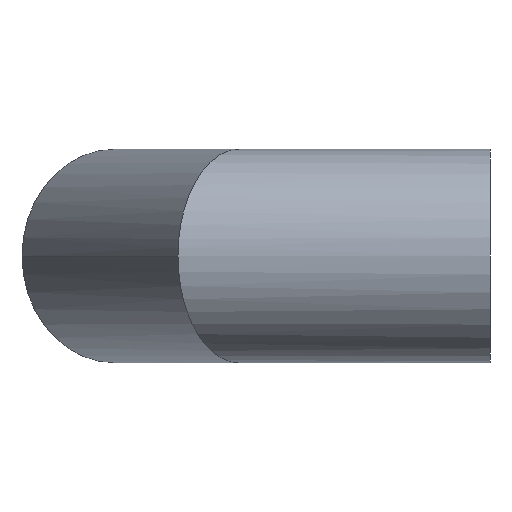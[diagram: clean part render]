
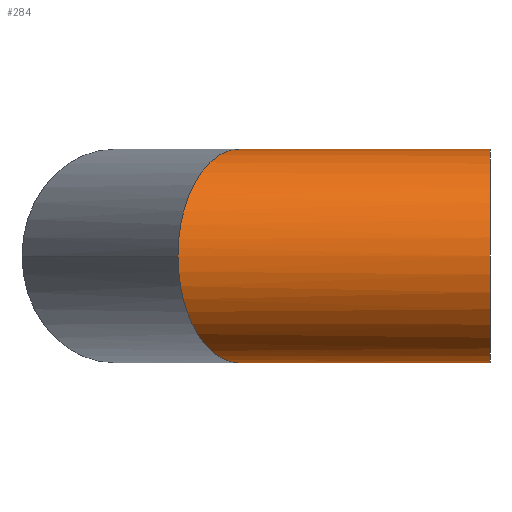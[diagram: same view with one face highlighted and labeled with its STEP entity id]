
A CAD part, left-side view. The second image highlights one B-rep face of the part: STEP entity #284.
In plain terms, the highlighted cylindrical face has radius 62.5 mm (diameter 125 mm), a partial arc.
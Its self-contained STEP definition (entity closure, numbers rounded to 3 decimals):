
#1 = EDGE_CURVE ( 'NONE', #189, #95, #362, .T. ) ;
#2 = EDGE_CURVE ( 'NONE', #375, #339, #132, .T. ) ;
#3 = CARTESIAN_POINT ( 'NONE',  ( 0., 0., 0. ) ) ;
#5 = DIRECTION ( 'NONE',  ( 0., 0., 1. ) ) ;
#20 = DIRECTION ( 'NONE',  ( 0., 1., 0. ) ) ;
#22 = CARTESIAN_POINT ( 'NONE',  ( 0., 146.667, 62.5 ) ) ;
#28 = AXIS2_PLACEMENT_3D ( 'NONE', #192, #20, #277 ) ;
#49 = CARTESIAN_POINT ( 'NONE',  ( 0., 0., 62.5 ) ) ;
#52 = CARTESIAN_POINT ( 'NONE',  ( -62.5, 182.751, 36.612 ) ) ;
#55 = CARTESIAN_POINT ( 'NONE',  ( 0., 0., -62.5 ) ) ;
#80 = EDGE_CURVE ( 'NONE', #384, #375, #173, .T. ) ;
#95 = VERTEX_POINT ( 'NONE', #49 ) ;
#111 = EDGE_CURVE ( 'NONE', #189, #339, #222, .T. ) ;
#115 = CARTESIAN_POINT ( 'NONE',  ( 0., 146.667, -62.5 ) ) ;
#132 =( BOUNDED_CURVE ( )  B_SPLINE_CURVE ( 3, ( #163, #140, #197, #154 ),
 .UNSPECIFIED., .F., .F. ) 
 B_SPLINE_CURVE_WITH_KNOTS ( ( 4, 4 ),
 ( 0., 1.571 ),
 .UNSPECIFIED. ) 
 CURVE ( )  GEOMETRIC_REPRESENTATION_ITEM ( )  RATIONAL_B_SPLINE_CURVE ( ( 1., 0.805, 0.805, 1. ) ) 
 REPRESENTATION_ITEM ( '' )  );
#140 = CARTESIAN_POINT ( 'NONE',  ( -62.5, 182.751, -36.612 ) ) ;
#141 = ORIENTED_EDGE ( 'NONE', *, *, #1, .T. ) ;
#143 = CARTESIAN_POINT ( 'NONE',  ( 0., 0., 62.5 ) ) ;
#154 = CARTESIAN_POINT ( 'NONE',  ( 0., 146.667, -62.5 ) ) ;
#159 = ORIENTED_EDGE ( 'NONE', *, *, #2, .T. ) ;
#163 = CARTESIAN_POINT ( 'NONE',  ( -62.5, 182.751, 0. ) ) ;
#173 =( BOUNDED_CURVE ( )  B_SPLINE_CURVE ( 3, ( #314, #250, #52, #373 ),
 .UNSPECIFIED., .F., .F. ) 
 B_SPLINE_CURVE_WITH_KNOTS ( ( 4, 4 ),
 ( 4.712, 6.283 ),
 .UNSPECIFIED. ) 
 CURVE ( )  GEOMETRIC_REPRESENTATION_ITEM ( )  RATIONAL_B_SPLINE_CURVE ( ( 1., 0.805, 0.805, 1. ) ) 
 REPRESENTATION_ITEM ( '' )  );
#178 = AXIS2_PLACEMENT_3D ( 'NONE', #3, #239, #5 ) ;
#180 = FACE_OUTER_BOUND ( 'NONE', #304, .T. ) ;
#189 = VERTEX_POINT ( 'NONE', #276 ) ;
#192 = CARTESIAN_POINT ( 'NONE',  ( 0., 0., 0. ) ) ;
#197 = CARTESIAN_POINT ( 'NONE',  ( -36.612, 167.804, -62.5 ) ) ;
#201 = CARTESIAN_POINT ( 'NONE',  ( -62.5, 182.751, 0. ) ) ;
#222 = LINE ( 'NONE', #55, #360 ) ;
#239 = DIRECTION ( 'NONE',  ( 0., 1., 0. ) ) ;
#250 = CARTESIAN_POINT ( 'NONE',  ( -36.612, 167.804, 62.5 ) ) ;
#270 = VECTOR ( 'NONE', #386, 1000. ) ;
#276 = CARTESIAN_POINT ( 'NONE',  ( 0., 0., -62.5 ) ) ;
#277 = DIRECTION ( 'NONE',  ( 0., 0., 1. ) ) ;
#284 = ADVANCED_FACE ( 'NONE', ( #180 ), #297, .T. ) ;
#297 = CYLINDRICAL_SURFACE ( 'NONE', #178, 62.5 ) ;
#302 = ORIENTED_EDGE ( 'NONE', *, *, #80, .T. ) ;
#304 = EDGE_LOOP ( 'NONE', ( #313, #141, #361, #302, #159 ) ) ;
#313 = ORIENTED_EDGE ( 'NONE', *, *, #111, .F. ) ;
#314 = CARTESIAN_POINT ( 'NONE',  ( 0., 146.667, 62.5 ) ) ;
#316 = DIRECTION ( 'NONE',  ( 0., 1., 0. ) ) ;
#321 = LINE ( 'NONE', #143, #270 ) ;
#339 = VERTEX_POINT ( 'NONE', #115 ) ;
#354 = EDGE_CURVE ( 'NONE', #95, #384, #321, .T. ) ;
#360 = VECTOR ( 'NONE', #316, 1000. ) ;
#361 = ORIENTED_EDGE ( 'NONE', *, *, #354, .T. ) ;
#362 = CIRCLE ( 'NONE', #28, 62.5 ) ;
#373 = CARTESIAN_POINT ( 'NONE',  ( -62.5, 182.751, 0. ) ) ;
#375 = VERTEX_POINT ( 'NONE', #201 ) ;
#384 = VERTEX_POINT ( 'NONE', #22 ) ;
#386 = DIRECTION ( 'NONE',  ( 0., 1., 0. ) ) ;
